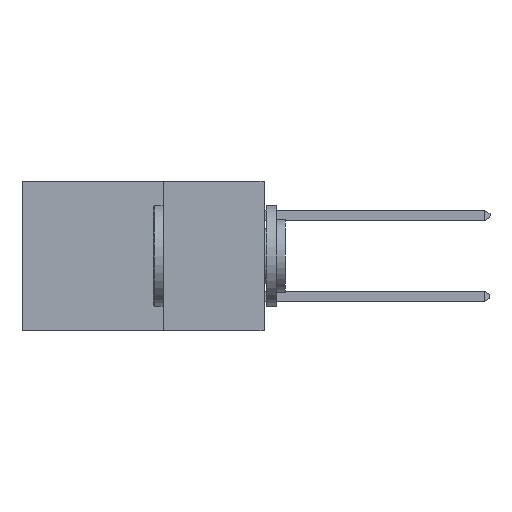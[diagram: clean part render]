
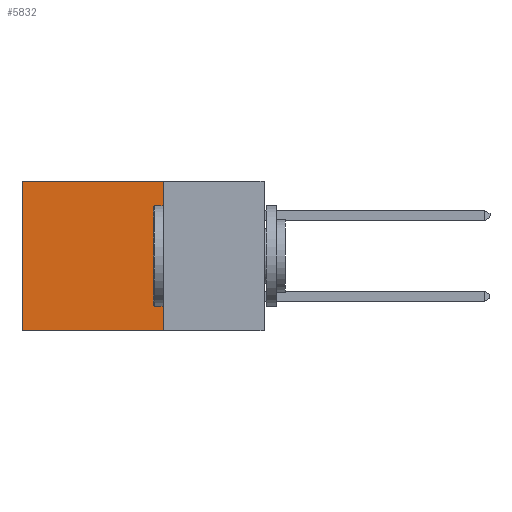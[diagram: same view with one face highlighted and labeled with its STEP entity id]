
A CAD part, left-side view. The second image highlights one B-rep face of the part: STEP entity #5832.
In plain terms, the highlighted planar face has unit normal (-1, 0, 0).
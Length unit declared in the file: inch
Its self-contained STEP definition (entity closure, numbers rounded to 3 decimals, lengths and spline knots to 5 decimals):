
#218 = CARTESIAN_POINT ( 'NONE',  ( 0.298, 0.6, 0. ) ) ;
#404 = FACE_OUTER_BOUND ( 'NONE', #4175, .T. ) ;
#445 = CARTESIAN_POINT ( 'NONE',  ( 0.298, 0.25, 0. ) ) ;
#478 = EDGE_CURVE ( 'NONE', #7094, #3115, #10397, .T. ) ;
#615 = DIRECTION ( 'NONE',  ( 0., 0., -1. ) ) ;
#2024 = CARTESIAN_POINT ( 'NONE',  ( 0.298, 0.25, -0.37 ) ) ;
#2124 = CARTESIAN_POINT ( 'NONE',  ( 0.298, 0.6, 0. ) ) ;
#2347 = EDGE_CURVE ( 'NONE', #3115, #10466, #7623, .T. ) ;
#2696 = VECTOR ( 'NONE', #4081, 39.37008 ) ;
#3115 = VERTEX_POINT ( 'NONE', #2024 ) ;
#3358 = ORIENTED_EDGE ( 'NONE', *, *, #478, .F. ) ;
#3470 = DIRECTION ( 'NONE',  ( 0., 0., -1. ) ) ;
#3868 = EDGE_CURVE ( 'NONE', #7094, #11021, #4033, .T. ) ;
#4033 = LINE ( 'NONE', #11558, #8045 ) ;
#4081 = DIRECTION ( 'NONE',  ( 0., 0., -1. ) ) ;
#4175 = EDGE_LOOP ( 'NONE', ( #5522, #7929, #3358, #5821 ) ) ;
#4418 = CARTESIAN_POINT ( 'NONE',  ( 0.298, 0.25, -0.37 ) ) ;
#5117 = LINE ( 'NONE', #218, #2696 ) ;
#5232 = VECTOR ( 'NONE', #5686, 39.37008 ) ;
#5320 = VECTOR ( 'NONE', #615, 39.37008 ) ;
#5522 = ORIENTED_EDGE ( 'NONE', *, *, #9238, .T. ) ;
#5580 = AXIS2_PLACEMENT_3D ( 'NONE', #6215, #8938, #3470 ) ;
#5686 = DIRECTION ( 'NONE',  ( 0., 1., 0. ) ) ;
#5821 = ORIENTED_EDGE ( 'NONE', *, *, #3868, .T. ) ;
#5832 = ADVANCED_FACE ( 'NONE', ( #404 ), #7116, .F. ) ;
#6215 = CARTESIAN_POINT ( 'NONE',  ( 0.298, 0.25, 0. ) ) ;
#7094 = VERTEX_POINT ( 'NONE', #10879 ) ;
#7116 = PLANE ( 'NONE',  #5580 ) ;
#7623 = LINE ( 'NONE', #4418, #5232 ) ;
#7929 = ORIENTED_EDGE ( 'NONE', *, *, #2347, .F. ) ;
#8045 = VECTOR ( 'NONE', #8223, 39.37008 ) ;
#8223 = DIRECTION ( 'NONE',  ( 0., 1., 0. ) ) ;
#8938 = DIRECTION ( 'NONE',  ( 1., 0., 0. ) ) ;
#9238 = EDGE_CURVE ( 'NONE', #11021, #10466, #5117, .T. ) ;
#9740 = CARTESIAN_POINT ( 'NONE',  ( 0.298, 0.6, -0.37 ) ) ;
#10397 = LINE ( 'NONE', #445, #5320 ) ;
#10466 = VERTEX_POINT ( 'NONE', #9740 ) ;
#10879 = CARTESIAN_POINT ( 'NONE',  ( 0.298, 0.25, 0. ) ) ;
#11021 = VERTEX_POINT ( 'NONE', #2124 ) ;
#11558 = CARTESIAN_POINT ( 'NONE',  ( 0.298, 0.25, 0. ) ) ;
